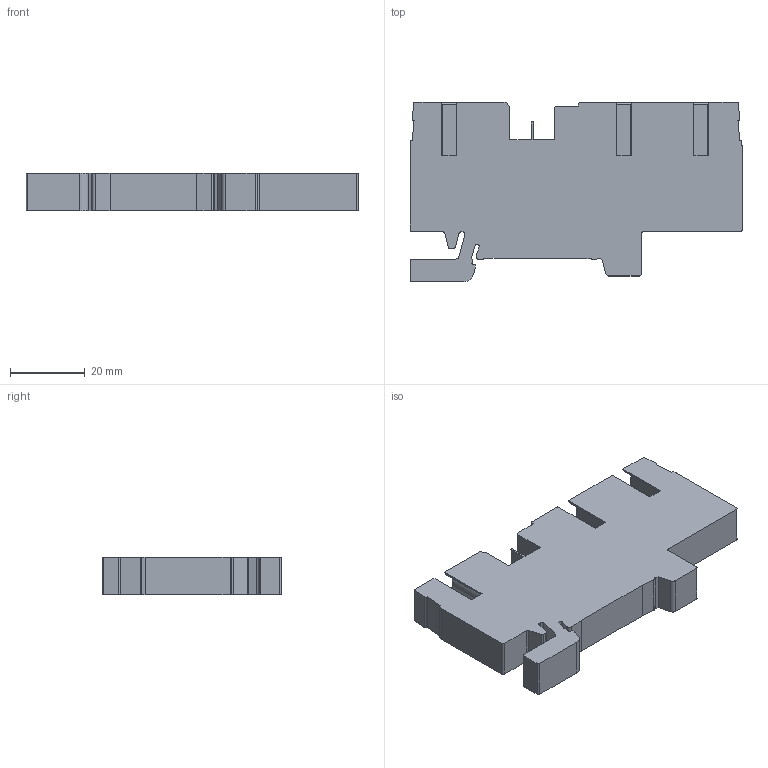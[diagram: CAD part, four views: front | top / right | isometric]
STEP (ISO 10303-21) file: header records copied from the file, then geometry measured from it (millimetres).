
FILE_DESCRIPTION((''),'2;1');
FILE_NAME('PRK10_3A','2019-10-18T',('Christian Carl'),(''),'CREO PARAMETRIC BY PTC INC, 2016380','CREO PARAMETRIC BY PTC INC, 2016380','');
FILE_SCHEMA(('CONFIG_CONTROL_DESIGN'));
Length unit declared in the file: millimetre
Products named in the file (1): PRK10_3A
Bounding box: 88.9 x 48 x 10.1 mm (x, y, z)
Volume: 27163.1 mm3; surface area: 14168.7 mm2
Topology: 1 solids, 7 shells, 313 faces, 860 edges, 568 vertices
Faces by surface type: plane 180, cylinder 106, cone 27
Entity records: 10010 total; most frequent: CARTESIAN_POINT 1838, ORIENTED_EDGE 1720, DIRECTION 1699, EDGE_CURVE 860, VECTOR 583, LINE 583, VERTEX_POINT 568, AXIS2_PLACEMENT_3D 558
